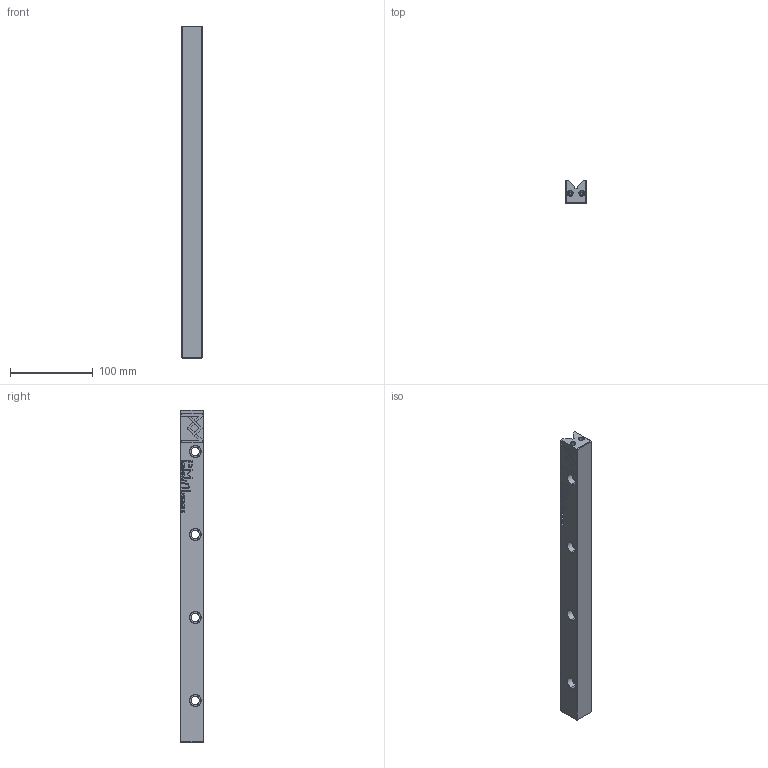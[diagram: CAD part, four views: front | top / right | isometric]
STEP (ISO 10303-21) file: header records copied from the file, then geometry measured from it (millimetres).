
FILE_DESCRIPTION(/* description */ (''),/* implementation_level */ '2;1');
FILE_NAME(/* name */ 'N2025_400.stp',/* time_stamp */ '2024-12-04T09:48:38+01:00',/* author */ (''),/* organization */ (''),/* preprocessor_version */ 'ST-DEVELOPER v16.7',/* originating_system */ 'SIEMENS PLM Software NX 12.0',/* authorisation */ '');
FILE_SCHEMA (('AUTOMOTIVE_DESIGN { 1 0 10303 214 3 1 1 1 }'));
Length unit declared in the file: millimetre
Products named in the file (1): NO2025_400_stp
Bounding box: 25 x 28 x 400 mm (x, y, z)
Volume: 232087.4 mm3; surface area: 50984.3 mm2
Topology: 1 solids, 1 shells, 389 faces, 982 edges, 636 vertices
Faces by surface type: plane 241, bspline 90, cone 32, cylinder 26
Entity records: 14060 total; most frequent: CARTESIAN_POINT 3250, ORIENTED_EDGE 1964, DIRECTION 1486, EDGE_CURVE 982, LINE 718, VECTOR 718, VERTEX_POINT 636, EDGE_LOOP 438
